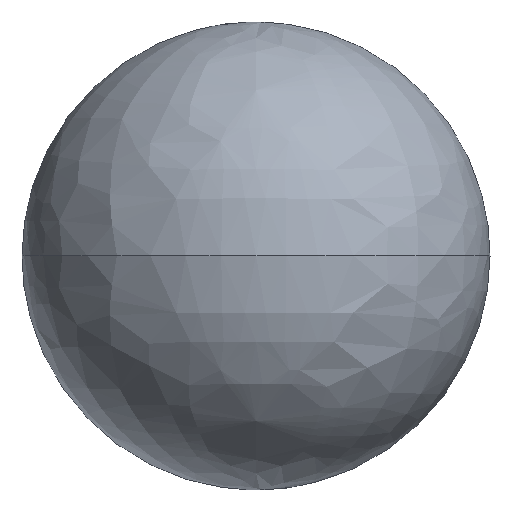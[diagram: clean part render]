
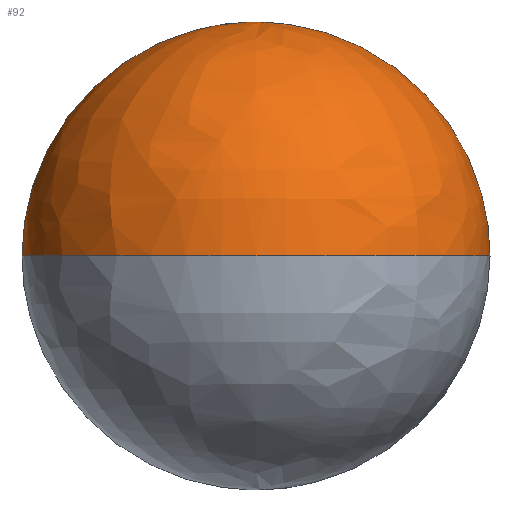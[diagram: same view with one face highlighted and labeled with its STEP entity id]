
A CAD part, top view. The second image highlights one B-rep face of the part: STEP entity #92.
In plain terms, the highlighted free-form (B-spline) face has degree [2, 2] with [5, 3] control points.
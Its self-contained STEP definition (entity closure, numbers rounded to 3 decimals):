
#92=ADVANCED_FACE($,(#155),#768,.T.);
#155=FACE_OUTER_BOUND($,#220,.T.);
#220=EDGE_LOOP($,(#405,#406,#407,#408));
#405=ORIENTED_EDGE($,*,*,#598,.F.);
#406=ORIENTED_EDGE($,*,*,#608,.F.);
#407=ORIENTED_EDGE($,*,*,#607,.F.);
#408=ORIENTED_EDGE($,*,*,#596,.F.);
#596=EDGE_CURVE($,#702,#703,#856,.T.);
#598=EDGE_CURVE($,#704,#702,#858,.T.);
#607=EDGE_CURVE($,#703,#710,#862,.T.);
#608=EDGE_CURVE($,#710,#704,#863,.T.);
#702=VERTEX_POINT($,#2385);
#703=VERTEX_POINT($,#2386);
#704=VERTEX_POINT($,#2387);
#710=VERTEX_POINT($,#2393);
#768=(
BOUNDED_SURFACE()
B_SPLINE_SURFACE(2,2,((#2227,#2228,#2229),(#2230,#2231,#2232),(#2233,#2234,
#2235),(#2236,#2237,#2238),(#2239,#2240,#2241)),.UNSPECIFIED.,.F.,.F.,.F.)
B_SPLINE_SURFACE_WITH_KNOTS((3,2,3),(3,3),(0.,91.864,183.728),
(0.,188.909),.UNSPECIFIED.)
GEOMETRIC_REPRESENTATION_ITEM()
RATIONAL_B_SPLINE_SURFACE(((1.,0.707,1.),(0.707,
0.5,0.707),(1.,0.707,1.),(0.707,0.5,
0.707),(1.,0.707,1.)))
REPRESENTATION_ITEM($)
SURFACE()
);
#856=(
BOUNDED_CURVE()
B_SPLINE_CURVE(2,(#1893,#1894,#1895),.UNSPECIFIED.,.F.,.F.)
B_SPLINE_CURVE_WITH_KNOTS((3,3),(0.,188.909),.UNSPECIFIED.)
CURVE()
GEOMETRIC_REPRESENTATION_ITEM()
RATIONAL_B_SPLINE_CURVE((1.,0.707,1.))
REPRESENTATION_ITEM($)
);
#858=(
BOUNDED_CURVE()
B_SPLINE_CURVE(2,(#1899,#1900,#1901),.UNSPECIFIED.,.F.,.F.)
B_SPLINE_CURVE_WITH_KNOTS((3,3),(-188.909,0.),.UNSPECIFIED.)
CURVE()
GEOMETRIC_REPRESENTATION_ITEM()
RATIONAL_B_SPLINE_CURVE((1.,0.707,1.))
REPRESENTATION_ITEM($)
);
#862=(
BOUNDED_CURVE()
B_SPLINE_CURVE(2,(#2073,#2074,#2075),.UNSPECIFIED.,.F.,.F.)
B_SPLINE_CURVE_WITH_KNOTS((3,3),(-197.238,0.),.UNSPECIFIED.)
CURVE()
GEOMETRIC_REPRESENTATION_ITEM()
RATIONAL_B_SPLINE_CURVE((1.,0.707,1.))
REPRESENTATION_ITEM($)
);
#863=(
BOUNDED_CURVE()
B_SPLINE_CURVE(2,(#2076,#2077,#2078),.UNSPECIFIED.,.F.,.F.)
B_SPLINE_CURVE_WITH_KNOTS((3,3),(-308.133,-110.895),.UNSPECIFIED.)
CURVE()
GEOMETRIC_REPRESENTATION_ITEM()
RATIONAL_B_SPLINE_CURVE((1.,0.707,1.))
REPRESENTATION_ITEM($)
);
#1893=CARTESIAN_POINT($,(0.,125.,427.672));
#1894=CARTESIAN_POINT($,(125.,125.,427.672));
#1895=CARTESIAN_POINT($,(125.,0.,427.672));
#1899=CARTESIAN_POINT($,(-125.,0.,427.672));
#1900=CARTESIAN_POINT($,(-125.,125.,427.672));
#1901=CARTESIAN_POINT($,(0.,125.,427.672));
#2073=CARTESIAN_POINT($,(125.,0.,427.672));
#2074=CARTESIAN_POINT($,(125.,0.,552.672));
#2075=CARTESIAN_POINT($,(0.,0.,552.672));
#2076=CARTESIAN_POINT($,(0.,0.,552.672));
#2077=CARTESIAN_POINT($,(-125.,0.,552.672));
#2078=CARTESIAN_POINT($,(-125.,0.,427.672));
#2227=CARTESIAN_POINT($,(0.,125.,427.672));
#2228=CARTESIAN_POINT($,(125.,125.,427.672));
#2229=CARTESIAN_POINT($,(125.,0.,427.672));
#2230=CARTESIAN_POINT($,(0.,125.,427.672));
#2231=CARTESIAN_POINT($,(125.,125.,552.672));
#2232=CARTESIAN_POINT($,(125.,0.,552.672));
#2233=CARTESIAN_POINT($,(0.,125.,427.672));
#2234=CARTESIAN_POINT($,(0.,125.,552.672));
#2235=CARTESIAN_POINT($,(0.,0.,552.672));
#2236=CARTESIAN_POINT($,(0.,125.,427.672));
#2237=CARTESIAN_POINT($,(-125.,125.,552.672));
#2238=CARTESIAN_POINT($,(-125.,0.,552.672));
#2239=CARTESIAN_POINT($,(0.,125.,427.672));
#2240=CARTESIAN_POINT($,(-125.,125.,427.672));
#2241=CARTESIAN_POINT($,(-125.,0.,427.672));
#2385=CARTESIAN_POINT($,(0.,125.,427.672));
#2386=CARTESIAN_POINT($,(125.,0.,427.672));
#2387=CARTESIAN_POINT($,(-125.,0.,427.672));
#2393=CARTESIAN_POINT($,(0.,0.,552.672));
